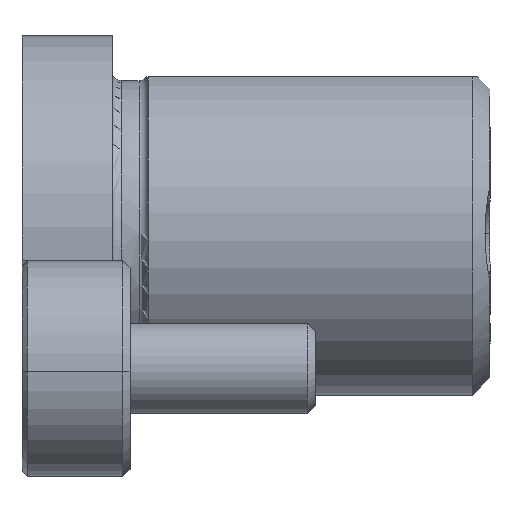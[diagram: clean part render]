
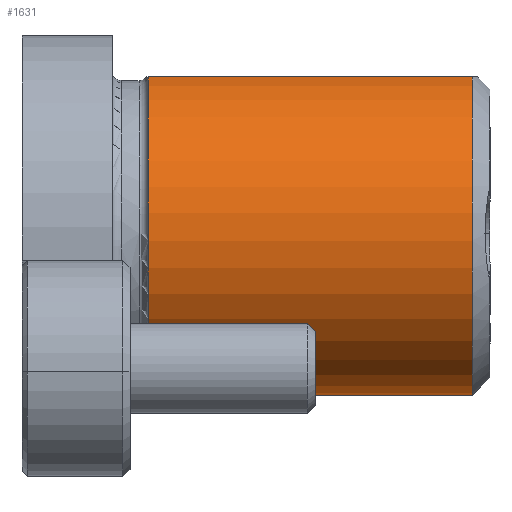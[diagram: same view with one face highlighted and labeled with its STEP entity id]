
A CAD part, left-side view. The second image highlights one B-rep face of the part: STEP entity #1631.
In plain terms, the highlighted cylindrical face has radius 9 mm (diameter 18 mm), a partial arc.
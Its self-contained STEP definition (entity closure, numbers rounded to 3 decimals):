
#17 = DIRECTION ( 'NONE',  ( 0., 1., 0. ) ) ;
#42 = CARTESIAN_POINT ( 'NONE',  ( 2.304, -21., 8.7 ) ) ;
#47 = LINE ( 'NONE', #42, #252 ) ;
#252 = VECTOR ( 'NONE', #17, 1000. ) ;
#280 = CIRCLE ( 'NONE', #290, 9. ) ;
#290 = AXIS2_PLACEMENT_3D ( 'NONE', #662, #637, #650 ) ;
#323 = AXIS2_PLACEMENT_3D ( 'NONE', #567, #563, #545 ) ;
#384 = AXIS2_PLACEMENT_3D ( 'NONE', #892, #912, #900 ) ;
#388 = CIRCLE ( 'NONE', #384, 9. ) ;
#545 = DIRECTION ( 'NONE',  ( 0., 0., 1. ) ) ;
#563 = DIRECTION ( 'NONE',  ( 0., 1., 0. ) ) ;
#567 = CARTESIAN_POINT ( 'NONE',  ( 0., -21., 0. ) ) ;
#572 = FACE_OUTER_BOUND ( 'NONE', #818, .T. ) ;
#574 = CYLINDRICAL_SURFACE ( 'NONE', #323, 9. ) ;
#637 = DIRECTION ( 'NONE',  ( 0., -1., 0. ) ) ;
#650 = DIRECTION ( 'NONE',  ( 0., 0., -1. ) ) ;
#662 = CARTESIAN_POINT ( 'NONE',  ( 0., -2., 0. ) ) ;
#818 = EDGE_LOOP ( 'NONE', ( #2147, #2126, #2174, #2160, #2163, #2164 ) ) ;
#892 = CARTESIAN_POINT ( 'NONE',  ( 0., -20., 0. ) ) ;
#900 = DIRECTION ( 'NONE',  ( 0., 0., -1. ) ) ;
#912 = DIRECTION ( 'NONE',  ( 0., 1., 0. ) ) ;
#1000 = LINE ( 'NONE', #1009, #2074 ) ;
#1009 = CARTESIAN_POINT ( 'NONE',  ( -2.304, -21., 8.7 ) ) ;
#1034 = CARTESIAN_POINT ( 'NONE',  ( 0., -20., 0. ) ) ;
#1040 = DIRECTION ( 'NONE',  ( 0., 1., 0. ) ) ;
#1046 = DIRECTION ( 'NONE',  ( 0., -1., 0. ) ) ;
#1075 = DIRECTION ( 'NONE',  ( 0., 0., -1. ) ) ;
#1080 = CARTESIAN_POINT ( 'NONE',  ( 0., -2., 0. ) ) ;
#1087 = DIRECTION ( 'NONE',  ( 0., -1., 0. ) ) ;
#1088 = DIRECTION ( 'NONE',  ( 0., 0., -1. ) ) ;
#1104 = CARTESIAN_POINT ( 'NONE',  ( 2.304, -2., 8.7 ) ) ;
#1116 = CARTESIAN_POINT ( 'NONE',  ( 0., -20., -9. ) ) ;
#1221 = CARTESIAN_POINT ( 'NONE',  ( 2.304, -20., 8.7 ) ) ;
#1238 = CARTESIAN_POINT ( 'NONE',  ( -2.304, -2., 8.7 ) ) ;
#1260 = CARTESIAN_POINT ( 'NONE',  ( 0., -2., -9. ) ) ;
#1291 = CARTESIAN_POINT ( 'NONE',  ( -2.304, -20., 8.7 ) ) ;
#1623 = EDGE_CURVE ( 'NONE', #1876, #1889, #280, .T. ) ;
#1631 = ADVANCED_FACE ( 'NONE', ( #572 ), #574, .T. ) ;
#1679 = EDGE_CURVE ( 'NONE', #1876, #1931, #1000, .T. ) ;
#1690 = EDGE_CURVE ( 'NONE', #2237, #1931, #2090, .T. ) ;
#1691 = EDGE_CURVE ( 'NONE', #1889, #2242, #2091, .T. ) ;
#1715 = EDGE_CURVE ( 'NONE', #1869, #2237, #388, .T. ) ;
#1723 = EDGE_CURVE ( 'NONE', #1869, #2242, #47, .T. ) ;
#1869 = VERTEX_POINT ( 'NONE', #1221 ) ;
#1876 = VERTEX_POINT ( 'NONE', #1238 ) ;
#1889 = VERTEX_POINT ( 'NONE', #1260 ) ;
#1931 = VERTEX_POINT ( 'NONE', #1291 ) ;
#2074 = VECTOR ( 'NONE', #1046, 1000. ) ;
#2090 = CIRCLE ( 'NONE', #2099, 9. ) ;
#2091 = CIRCLE ( 'NONE', #2092, 9. ) ;
#2092 = AXIS2_PLACEMENT_3D ( 'NONE', #1080, #1087, #1088 ) ;
#2099 = AXIS2_PLACEMENT_3D ( 'NONE', #1034, #1040, #1075 ) ;
#2126 = ORIENTED_EDGE ( 'NONE', *, *, #1690, .T. ) ;
#2147 = ORIENTED_EDGE ( 'NONE', *, *, #1715, .T. ) ;
#2160 = ORIENTED_EDGE ( 'NONE', *, *, #1623, .T. ) ;
#2163 = ORIENTED_EDGE ( 'NONE', *, *, #1691, .T. ) ;
#2164 = ORIENTED_EDGE ( 'NONE', *, *, #1723, .F. ) ;
#2174 = ORIENTED_EDGE ( 'NONE', *, *, #1679, .F. ) ;
#2237 = VERTEX_POINT ( 'NONE', #1116 ) ;
#2242 = VERTEX_POINT ( 'NONE', #1104 ) ;
